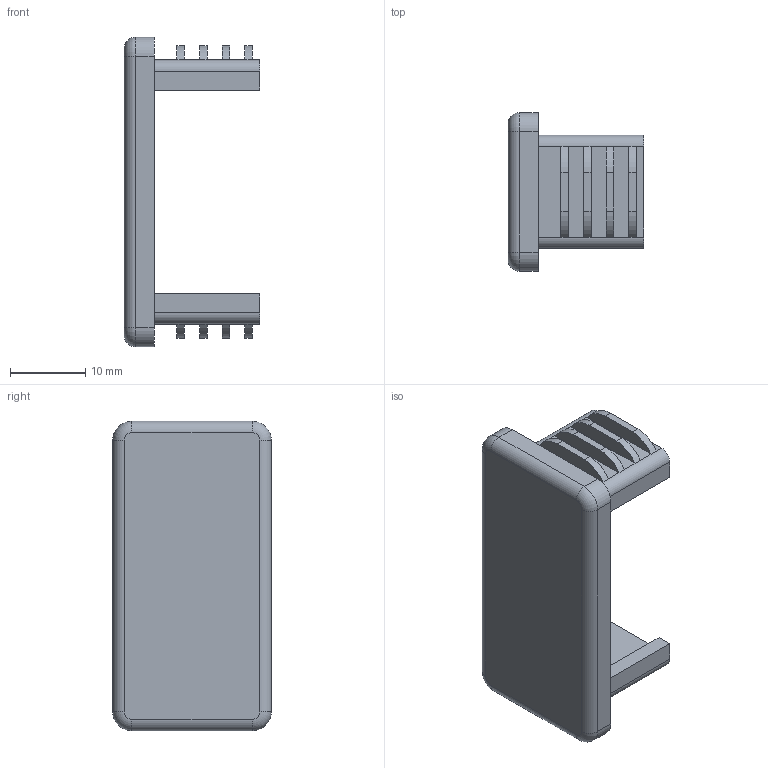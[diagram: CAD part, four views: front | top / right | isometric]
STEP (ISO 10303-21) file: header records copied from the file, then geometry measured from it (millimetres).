
FILE_DESCRIPTION (( 'STEP AP203' ), '1' );
FILE_NAME ('3D-R6690_41x21_173487600.STEP', '2024-08-28T11:45:05', ( '' ), ( '' ), 'SwSTEP 2.0', 'SolidWorks 2024', '' );
FILE_SCHEMA (( 'CONFIG_CONTROL_DESIGN' ));
Length unit declared in the file: millimetre
Products named in the file (1): 3D-R6690_41x21_173487600
Bounding box: 18 x 21 x 41 mm (x, y, z)
Volume: 4555 mm3; surface area: 3548.5 mm2
Topology: 1 solids, 1 shells, 92 faces, 224 edges, 136 vertices
Faces by surface type: plane 56, cylinder 32, torus 4
Entity records: 2733 total; most frequent: DIRECTION 478, CARTESIAN_POINT 453, ORIENTED_EDGE 448, EDGE_CURVE 224, AXIS2_PLACEMENT_3D 161, VECTOR 156, LINE 156, VERTEX_POINT 136
